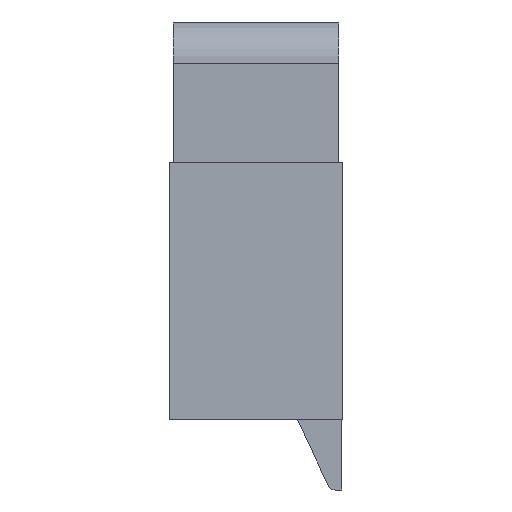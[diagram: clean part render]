
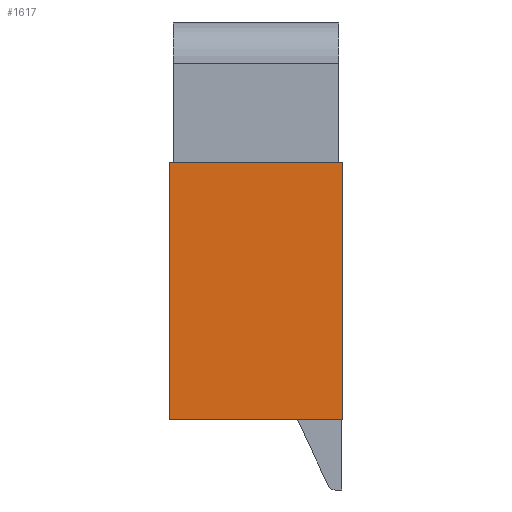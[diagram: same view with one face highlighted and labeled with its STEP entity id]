
A CAD part, left-side view. The second image highlights one B-rep face of the part: STEP entity #1617.
In plain terms, the highlighted planar face has unit normal (-1, 0, 0).
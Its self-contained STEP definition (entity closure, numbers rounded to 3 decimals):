
#1617 = ADVANCED_FACE( '', ( #4086 ), #4087, .F. );
#4086 = FACE_OUTER_BOUND( '', #7415, .T. );
#4087 = PLANE( '', #7416 );
#7415 = EDGE_LOOP( '', ( #12180, #12181, #12182, #12183, #12184, #12185 ) );
#7416 = AXIS2_PLACEMENT_3D( '', #12186, #12187, #12188 );
#12180 = ORIENTED_EDGE( '', *, *, #21349, .T. );
#12181 = ORIENTED_EDGE( '', *, *, #21683, .F. );
#12182 = ORIENTED_EDGE( '', *, *, #22402, .F. );
#12183 = ORIENTED_EDGE( '', *, *, #22403, .F. );
#12184 = ORIENTED_EDGE( '', *, *, #21276, .F. );
#12185 = ORIENTED_EDGE( '', *, *, #22404, .T. );
#12186 = CARTESIAN_POINT( '', ( -9.575, 2.05, -4.82 ) );
#12187 = DIRECTION( '', ( 1., 0., 0. ) );
#12188 = DIRECTION( '', ( 0., 0., -1. ) );
#21276 = EDGE_CURVE( '', #25839, #25841, #25842, .T. );
#21349 = EDGE_CURVE( '', #25968, #25972, #25974, .T. );
#21683 = EDGE_CURVE( '', #26573, #25972, #26575, .T. );
#22402 = EDGE_CURVE( '', #27806, #26573, #27807, .T. );
#22403 = EDGE_CURVE( '', #25841, #27806, #27808, .T. );
#22404 = EDGE_CURVE( '', #25839, #25968, #27809, .T. );
#25839 = VERTEX_POINT( '', #32585 );
#25841 = VERTEX_POINT( '', #32588 );
#25842 = LINE( '', #32589, #32590 );
#25968 = VERTEX_POINT( '', #32770 );
#25972 = VERTEX_POINT( '', #32776 );
#25974 = LINE( '', #32779, #32780 );
#26573 = VERTEX_POINT( '', #33626 );
#26575 = LINE( '', #33629, #33630 );
#27806 = VERTEX_POINT( '', #35425 );
#27807 = LINE( '', #35426, #35427 );
#27808 = LINE( '', #35428, #35429 );
#27809 = LINE( '', #35430, #35431 );
#32585 = CARTESIAN_POINT( '', ( -9.575, 2.05, -4.82 ) );
#32588 = CARTESIAN_POINT( '', ( -9.575, 2.05, -1.7 ) );
#32589 = CARTESIAN_POINT( '', ( -9.575, 2.05, -4.82 ) );
#32590 = VECTOR( '', #41949, 1000. );
#32770 = CARTESIAN_POINT( '', ( -9.575, -0.05, -4.82 ) );
#32776 = CARTESIAN_POINT( '', ( -9.575, -0.05, -1.7 ) );
#32779 = CARTESIAN_POINT( '', ( -9.575, -0.05, -4.82 ) );
#32780 = VECTOR( '', #42013, 1000. );
#33626 = CARTESIAN_POINT( '', ( -9.575, 0., -1.7 ) );
#33629 = CARTESIAN_POINT( '', ( -9.575, 2.05, -1.7 ) );
#33630 = VECTOR( '', #42352, 1000. );
#35425 = CARTESIAN_POINT( '', ( -9.575, 2., -1.7 ) );
#35426 = CARTESIAN_POINT( '', ( -9.575, 2.05, -1.7 ) );
#35427 = VECTOR( '', #43025, 1000. );
#35428 = CARTESIAN_POINT( '', ( -9.575, 2.05, -1.7 ) );
#35429 = VECTOR( '', #43026, 1000. );
#35430 = CARTESIAN_POINT( '', ( -9.575, 2.05, -4.82 ) );
#35431 = VECTOR( '', #43027, 1000. );
#41949 = DIRECTION( '', ( 0., 0., 1. ) );
#42013 = DIRECTION( '', ( 0., 0., 1. ) );
#42352 = DIRECTION( '', ( 0., -1., 0. ) );
#43025 = DIRECTION( '', ( 0., -1., 0. ) );
#43026 = DIRECTION( '', ( 0., -1., 0. ) );
#43027 = DIRECTION( '', ( 0., -1., 0. ) );
